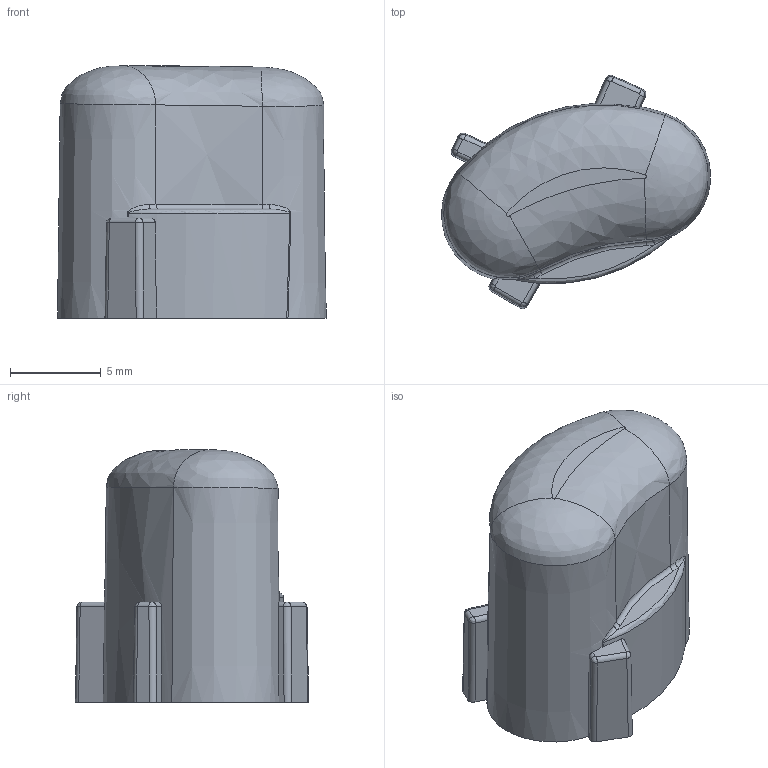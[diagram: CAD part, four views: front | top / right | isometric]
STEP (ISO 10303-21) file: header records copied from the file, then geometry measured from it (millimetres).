
FILE_DESCRIPTION(/* description */ (''),/* implementation_level */ '2;1');
FILE_NAME(/* name */ 'Y Button Bald.step',/* time_stamp */ '2024-09-18T20:50:42-07:00',/* author */ (''),/* organization */ (''),/* preprocessor_version */ 'ST-DEVELOPER v20',/* originating_system */ 'Autodesk Translation Framework v13.14.0.145',/* authorisation */ '');
FILE_SCHEMA (('AUTOMOTIVE_DESIGN { 1 0 10303 214 3 1 1 }'));
Length unit declared in the file: millimetre
Products named in the file (1): Y Button Bald
Bounding box: 14.78 x 12.82 x 13.87 mm (x, y, z)
Volume: 681.7 mm3; surface area: 1505.3 mm2
Topology: 1 solids, 1 shells, 98 faces, 248 edges, 154 vertices
Faces by surface type: bspline 28, plane 24, cylinder 22, cone 17, torus 7
Entity records: 4570 total; most frequent: CARTESIAN_POINT 2417, ORIENTED_EDGE 496, DIRECTION 361, EDGE_CURVE 248, VERTEX_POINT 154, AXIS2_PLACEMENT_3D 142, EDGE_LOOP 100, FACE_OUTER_BOUND 98
